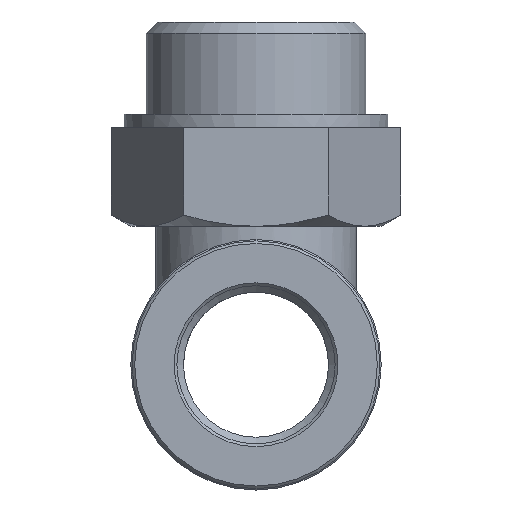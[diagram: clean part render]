
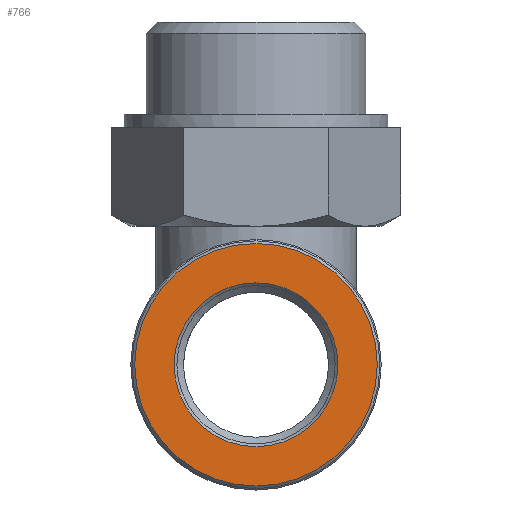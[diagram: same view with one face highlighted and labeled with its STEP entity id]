
A CAD part, left-side view. The second image highlights one B-rep face of the part: STEP entity #766.
In plain terms, the highlighted planar face has unit normal (-1, 0, 0).
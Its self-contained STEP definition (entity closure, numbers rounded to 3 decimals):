
#69=PLANE('',#856);
#167=ORIENTED_EDGE('',*,*,#346,.F.);
#168=ORIENTED_EDGE('',*,*,#347,.T.);
#346=EDGE_CURVE('',#434,#434,#494,.T.);
#347=EDGE_CURVE('',#435,#435,#495,.T.);
#434=VERTEX_POINT('',#1314);
#435=VERTEX_POINT('',#1316);
#494=CIRCLE('',#857,9.2);
#495=CIRCLE('',#858,6.212);
#553=EDGE_LOOP('',(#167));
#554=EDGE_LOOP('',(#168));
#655=FACE_BOUND('',#553,.T.);
#656=FACE_BOUND('',#554,.T.);
#766=ADVANCED_FACE('',(#655,#656),#69,.F.);
#856=AXIS2_PLACEMENT_3D('',#1312,#1003,#1004);
#857=AXIS2_PLACEMENT_3D('',#1313,#1005,#1006);
#858=AXIS2_PLACEMENT_3D('',#1315,#1007,#1008);
#1003=DIRECTION('',(1.,0.,0.));
#1004=DIRECTION('',(0.,0.,-1.));
#1005=DIRECTION('',(1.,0.,0.));
#1006=DIRECTION('',(0.,0.,-1.));
#1007=DIRECTION('',(1.,0.,0.));
#1008=DIRECTION('',(0.,0.,-1.));
#1312=CARTESIAN_POINT('',(-28.5,0.,-19.));
#1313=CARTESIAN_POINT('',(-28.5,0.,-19.));
#1314=CARTESIAN_POINT('',(-28.5,0.,-28.2));
#1315=CARTESIAN_POINT('',(-28.5,0.,-19.));
#1316=CARTESIAN_POINT('',(-28.5,0.,-25.212));
